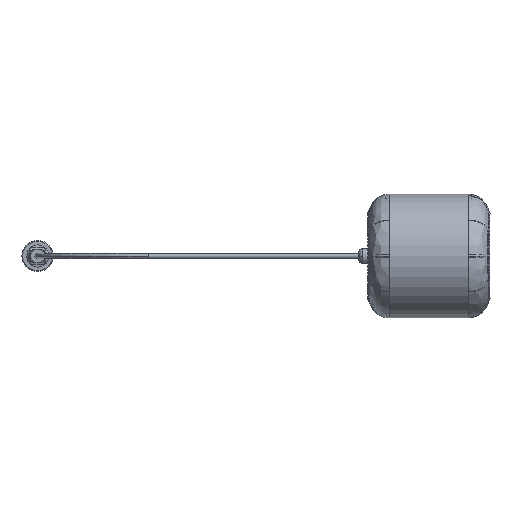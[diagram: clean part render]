
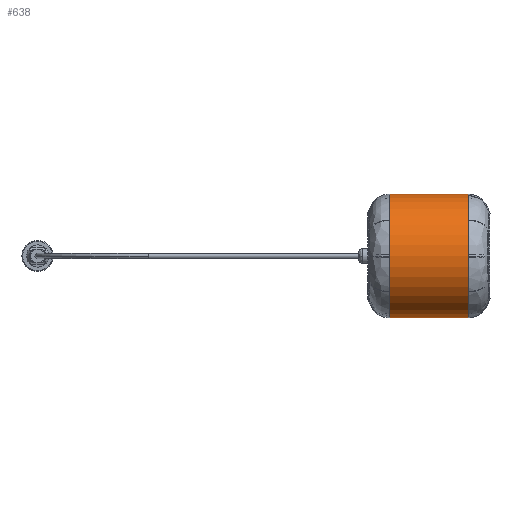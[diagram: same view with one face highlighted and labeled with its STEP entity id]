
A CAD part, left-side view. The second image highlights one B-rep face of the part: STEP entity #638.
In plain terms, the highlighted cylindrical face has radius 83.5 mm (diameter 167 mm), a partial arc.
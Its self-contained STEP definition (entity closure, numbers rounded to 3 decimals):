
#285 = VERTEX_POINT ( 'NONE', #20223 ) ;
#335 = AXIS2_PLACEMENT_3D ( 'NONE', #26868, #1874, #8387 ) ;
#638 = ADVANCED_FACE ( 'NONE', ( #1593 ), #27009, .T. ) ;
#1159 = DIRECTION ( 'NONE',  ( 0., 1., 0. ) ) ;
#1593 = FACE_OUTER_BOUND ( 'NONE', #19210, .T. ) ;
#1830 = EDGE_CURVE ( 'NONE', #2428, #10145, #4221, .T. ) ;
#1874 = DIRECTION ( 'NONE',  ( 0., -1., 0. ) ) ;
#2428 = VERTEX_POINT ( 'NONE', #7149 ) ;
#3136 = CARTESIAN_POINT ( 'NONE',  ( 0., 0., 83.5 ) ) ;
#4221 = CIRCLE ( 'NONE', #7520, 83.5 ) ;
#6123 = DIRECTION ( 'NONE',  ( 0., -1., 0. ) ) ;
#6373 = VECTOR ( 'NONE', #27974, 1000. ) ;
#7149 = CARTESIAN_POINT ( 'NONE',  ( 0., 24.495, -83.5 ) ) ;
#7520 = AXIS2_PLACEMENT_3D ( 'NONE', #16825, #1159, #21408 ) ;
#8054 = LINE ( 'NONE', #26097, #13736 ) ;
#8387 = DIRECTION ( 'NONE',  ( 0., 0., -1. ) ) ;
#10145 = VERTEX_POINT ( 'NONE', #26608 ) ;
#10294 = CARTESIAN_POINT ( 'NONE',  ( 0., 130.505, 0. ) ) ;
#12185 = EDGE_CURVE ( 'NONE', #26676, #10145, #14205, .T. ) ;
#12429 = CIRCLE ( 'NONE', #18097, 83.5 ) ;
#13736 = VECTOR ( 'NONE', #6123, 1000. ) ;
#14205 = LINE ( 'NONE', #3136, #6373 ) ;
#14300 = EDGE_CURVE ( 'NONE', #26676, #285, #12429, .T. ) ;
#16825 = CARTESIAN_POINT ( 'NONE',  ( 0., 24.495, 0. ) ) ;
#18097 = AXIS2_PLACEMENT_3D ( 'NONE', #10294, #19429, #19571 ) ;
#19210 = EDGE_LOOP ( 'NONE', ( #28094, #22083, #22516, #22028 ) ) ;
#19429 = DIRECTION ( 'NONE',  ( 0., -1., 0. ) ) ;
#19571 = DIRECTION ( 'NONE',  ( 0., 0., -1. ) ) ;
#20223 = CARTESIAN_POINT ( 'NONE',  ( 0., 130.505, -83.5 ) ) ;
#21408 = DIRECTION ( 'NONE',  ( 0., 0., -1. ) ) ;
#21862 = EDGE_CURVE ( 'NONE', #285, #2428, #8054, .T. ) ;
#22028 = ORIENTED_EDGE ( 'NONE', *, *, #1830, .T. ) ;
#22083 = ORIENTED_EDGE ( 'NONE', *, *, #14300, .T. ) ;
#22516 = ORIENTED_EDGE ( 'NONE', *, *, #21862, .T. ) ;
#26097 = CARTESIAN_POINT ( 'NONE',  ( 0., 0., -83.5 ) ) ;
#26608 = CARTESIAN_POINT ( 'NONE',  ( 0., 24.495, 83.5 ) ) ;
#26676 = VERTEX_POINT ( 'NONE', #28441 ) ;
#26868 = CARTESIAN_POINT ( 'NONE',  ( 0., 0., 0. ) ) ;
#27009 = CYLINDRICAL_SURFACE ( 'NONE', #335, 83.5 ) ;
#27974 = DIRECTION ( 'NONE',  ( 0., -1., 0. ) ) ;
#28094 = ORIENTED_EDGE ( 'NONE', *, *, #12185, .F. ) ;
#28441 = CARTESIAN_POINT ( 'NONE',  ( 0., 130.505, 83.5 ) ) ;
